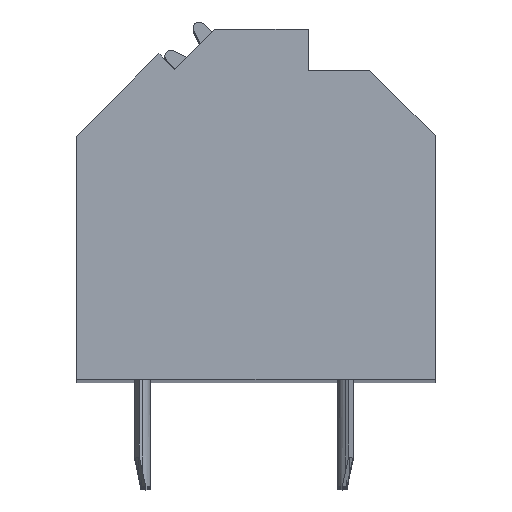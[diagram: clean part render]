
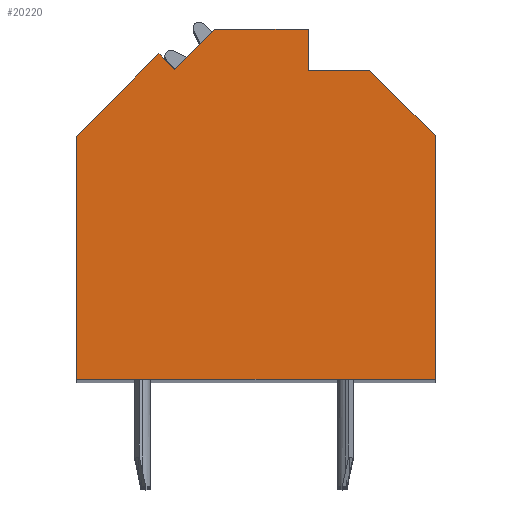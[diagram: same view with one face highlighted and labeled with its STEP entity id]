
A CAD part, top view. The second image highlights one B-rep face of the part: STEP entity #20220.
In plain terms, the highlighted planar face has unit normal (0, 0, 1).
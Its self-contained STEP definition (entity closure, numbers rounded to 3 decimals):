
#6289=DIRECTION('',(-0.707,-0.707,0.));
#6290=VECTOR('',#6289,1.897);
#6291=CARTESIAN_POINT('',(-1.39,5.718,60.555));
#6292=LINE('',#6291,#6290);
#6293=DIRECTION('',(-1.,0.,0.));
#6294=VECTOR('',#6293,3.14);
#6295=CARTESIAN_POINT('',(1.75,5.718,60.555));
#6296=LINE('',#6295,#6294);
#6297=DIRECTION('',(0.,1.,0.));
#6298=VECTOR('',#6297,1.368);
#6299=CARTESIAN_POINT('',(1.75,4.35,60.555));
#6300=LINE('',#6299,#6298);
#6301=DIRECTION('',(-1.,0.,0.));
#6302=VECTOR('',#6301,2.05);
#6303=CARTESIAN_POINT('',(3.8,4.35,60.555));
#6304=LINE('',#6303,#6302);
#6305=DIRECTION('',(-0.707,0.707,0.));
#6306=VECTOR('',#6305,3.111);
#6307=CARTESIAN_POINT('',(6.,2.15,60.555));
#6308=LINE('',#6307,#6306);
#6309=DIRECTION('',(0.,1.,0.));
#6310=VECTOR('',#6309,8.15);
#6311=CARTESIAN_POINT('',(6.,-6.,60.555));
#6312=LINE('',#6311,#6310);
#6313=DIRECTION('',(1.,0.,0.));
#6314=VECTOR('',#6313,12.);
#6315=CARTESIAN_POINT('',(-6.,-6.,60.555));
#6316=LINE('',#6315,#6314);
#6317=DIRECTION('',(0.,-1.,0.));
#6318=VECTOR('',#6317,8.14);
#6319=CARTESIAN_POINT('',(-6.,2.14,60.555));
#6320=LINE('',#6319,#6318);
#6321=DIRECTION('',(-0.707,-0.707,0.));
#6322=VECTOR('',#6321,3.892);
#6323=CARTESIAN_POINT('',(-3.248,4.892,60.555));
#6324=LINE('',#6323,#6322);
#6325=DIRECTION('',(-0.707,0.707,0.));
#6326=VECTOR('',#6325,0.73);
#6327=CARTESIAN_POINT('',(-2.732,4.376,60.555));
#6328=LINE('',#6327,#6326);
#9405=CARTESIAN_POINT('',(-1.39,5.718,60.555));
#9406=CARTESIAN_POINT('',(-2.732,4.376,60.555));
#9407=VERTEX_POINT('',#9405);
#9408=VERTEX_POINT('',#9406);
#9409=CARTESIAN_POINT('',(-3.248,4.892,60.555));
#9410=VERTEX_POINT('',#9409);
#9411=CARTESIAN_POINT('',(-6.,2.14,60.555));
#9412=VERTEX_POINT('',#9411);
#9413=CARTESIAN_POINT('',(-6.,-6.,60.555));
#9414=VERTEX_POINT('',#9413);
#9415=CARTESIAN_POINT('',(6.,-6.,60.555));
#9416=VERTEX_POINT('',#9415);
#9417=CARTESIAN_POINT('',(6.,2.15,60.555));
#9418=VERTEX_POINT('',#9417);
#9419=CARTESIAN_POINT('',(3.8,4.35,60.555));
#9420=VERTEX_POINT('',#9419);
#9421=CARTESIAN_POINT('',(1.75,4.35,60.555));
#9422=VERTEX_POINT('',#9421);
#9423=CARTESIAN_POINT('',(1.75,5.718,60.555));
#9424=VERTEX_POINT('',#9423);
#20203=CARTESIAN_POINT('',(0.,0.,60.555));
#20204=DIRECTION('',(0.,0.,1.));
#20205=DIRECTION('',(1.,0.,0.));
#20206=AXIS2_PLACEMENT_3D('',#20203,#20204,#20205);
#20207=PLANE('',#20206);
#20208=ORIENTED_EDGE('',*,*,#12686,.F.);
#20209=ORIENTED_EDGE('',*,*,#15884,.F.);
#20210=ORIENTED_EDGE('',*,*,#15898,.F.);
#20211=ORIENTED_EDGE('',*,*,#15912,.F.);
#20212=ORIENTED_EDGE('',*,*,#15926,.F.);
#20213=ORIENTED_EDGE('',*,*,#15940,.F.);
#20214=ORIENTED_EDGE('',*,*,#15954,.F.);
#20215=ORIENTED_EDGE('',*,*,#16547,.F.);
#20216=ORIENTED_EDGE('',*,*,#17049,.F.);
#20217=ORIENTED_EDGE('',*,*,#12316,.F.);
#20218=EDGE_LOOP('',(#20208,#20209,#20210,#20211,#20212,#20213,#20214,#20215,
#20216,#20217));
#20219=FACE_OUTER_BOUND('',#20218,.F.);
#12316=EDGE_CURVE('',#9408,#9410,#6328,.T.);
#12686=EDGE_CURVE('',#9407,#9408,#6292,.T.);
#15884=EDGE_CURVE('',#9424,#9407,#6296,.T.);
#15898=EDGE_CURVE('',#9422,#9424,#6300,.T.);
#15912=EDGE_CURVE('',#9420,#9422,#6304,.T.);
#15926=EDGE_CURVE('',#9418,#9420,#6308,.T.);
#15940=EDGE_CURVE('',#9416,#9418,#6312,.T.);
#15954=EDGE_CURVE('',#9414,#9416,#6316,.T.);
#16547=EDGE_CURVE('',#9412,#9414,#6320,.T.);
#17049=EDGE_CURVE('',#9410,#9412,#6324,.T.);
#20220=ADVANCED_FACE('',(#20219),#20207,.T.);
